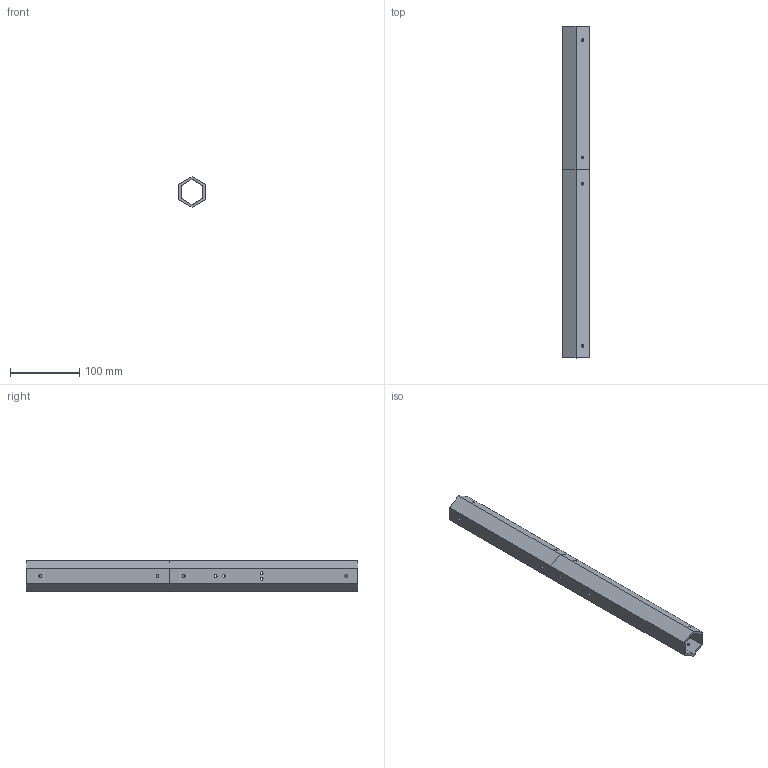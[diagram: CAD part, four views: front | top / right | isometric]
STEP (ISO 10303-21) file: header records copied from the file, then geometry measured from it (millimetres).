
FILE_DESCRIPTION((''),'2;1');
FILE_NAME('FULL_HEX_CORE_1','2022-10-28T15:14:31',('andyc'),(''),'CREO PARAMETRIC BY PTC INC, 2021404','CREO PARAMETRIC BY PTC INC, 2021404','');
FILE_SCHEMA(('CONFIG_CONTROL_DESIGN'));
Length unit declared in the file: millimetre
Products named in the file (1): FULL_HEX_CORE_1
Bounding box: 38.11 x 481 x 44 mm (x, y, z)
Surface area: 117457.6 mm2 (no closed solid volume)
Topology: 0 solids, 2 shells, 66 faces, 192 edges, 128 vertices
Faces by surface type: cylinder 40, plane 26
Entity records: 2315 total; most frequent: DIRECTION 404, CARTESIAN_POINT 386, ORIENTED_EDGE 360, EDGE_CURVE 192, AXIS2_PLACEMENT_3D 146, VERTEX_POINT 128, VECTOR 112, LINE 112
